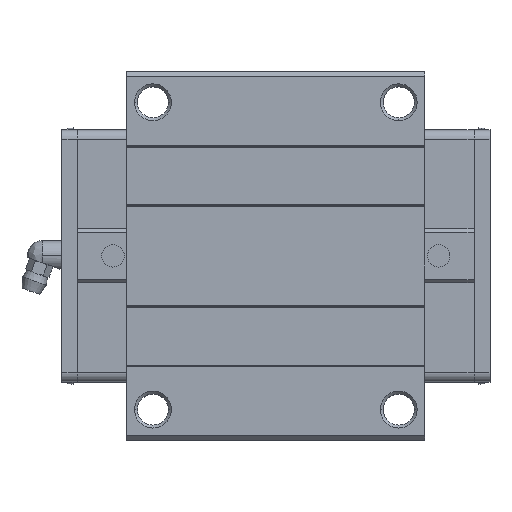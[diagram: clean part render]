
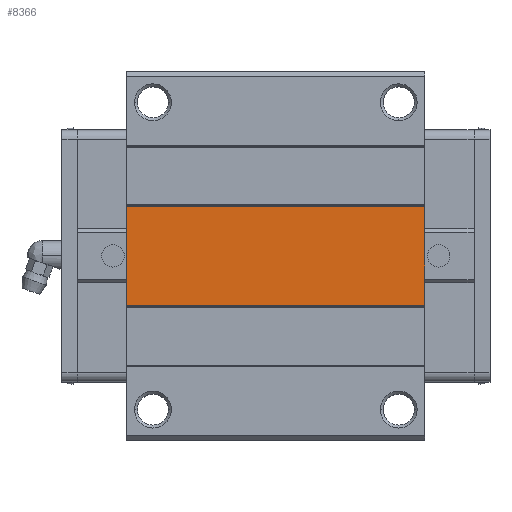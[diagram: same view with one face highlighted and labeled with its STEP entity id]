
A CAD part, top view. The second image highlights one B-rep face of the part: STEP entity #8366.
In plain terms, the highlighted planar face has unit normal (0, 0, 1).
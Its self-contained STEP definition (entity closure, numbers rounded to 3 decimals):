
#241 = EDGE_CURVE ( 'NONE', #11918, #23073, #21256, .T. ) ;
#348 = EDGE_CURVE ( 'NONE', #23073, #23399, #9304, .T. ) ;
#1799 = CARTESIAN_POINT ( 'NONE',  ( 21.2, -16.05, 50.5 ) ) ;
#3779 = VECTOR ( 'NONE', #16630, 1000. ) ;
#4728 = VERTEX_POINT ( 'NONE', #14794 ) ;
#5859 = ORIENTED_EDGE ( 'NONE', *, *, #20512, .T. ) ;
#6720 = CARTESIAN_POINT ( 'NONE',  ( 21.2, 16.05, 50.5 ) ) ;
#7208 = LINE ( 'NONE', #15226, #20574 ) ;
#7450 = AXIS2_PLACEMENT_3D ( 'NONE', #1799, #26822, #16467 ) ;
#7592 = ORIENTED_EDGE ( 'NONE', *, *, #241, .T. ) ;
#8366 = ADVANCED_FACE ( 'NONE', ( #12133 ), #18378, .T. ) ;
#9304 = LINE ( 'NONE', #11195, #23742 ) ;
#11116 = EDGE_LOOP ( 'NONE', ( #12683, #12090, #5859, #7592 ) ) ;
#11195 = CARTESIAN_POINT ( 'NONE',  ( 21.2, -16.05, 50.5 ) ) ;
#11918 = VERTEX_POINT ( 'NONE', #26697 ) ;
#12090 = ORIENTED_EDGE ( 'NONE', *, *, #12450, .T. ) ;
#12133 = FACE_OUTER_BOUND ( 'NONE', #11116, .T. ) ;
#12450 = EDGE_CURVE ( 'NONE', #23399, #4728, #7208, .T. ) ;
#12683 = ORIENTED_EDGE ( 'NONE', *, *, #348, .T. ) ;
#13083 = CARTESIAN_POINT ( 'NONE',  ( 118.2, -0.098, 50.5 ) ) ;
#14794 = CARTESIAN_POINT ( 'NONE',  ( 118.2, -16.05, 50.5 ) ) ;
#15226 = CARTESIAN_POINT ( 'NONE',  ( 21.2, -16.05, 50.5 ) ) ;
#15262 = DIRECTION ( 'NONE',  ( 0., 1., 0. ) ) ;
#16467 = DIRECTION ( 'NONE',  ( 1., 0., 0. ) ) ;
#16630 = DIRECTION ( 'NONE',  ( -1., 0., 0. ) ) ;
#17269 = DIRECTION ( 'NONE',  ( 1., 0., 0. ) ) ;
#17297 = LINE ( 'NONE', #13083, #23920 ) ;
#17843 = DIRECTION ( 'NONE',  ( 0., -1., 0. ) ) ;
#18378 = PLANE ( 'NONE',  #7450 ) ;
#20512 = EDGE_CURVE ( 'NONE', #4728, #11918, #17297, .T. ) ;
#20574 = VECTOR ( 'NONE', #17269, 1000. ) ;
#21256 = LINE ( 'NONE', #6720, #3779 ) ;
#21665 = CARTESIAN_POINT ( 'NONE',  ( 21.2, 16.05, 50.5 ) ) ;
#23073 = VERTEX_POINT ( 'NONE', #21665 ) ;
#23399 = VERTEX_POINT ( 'NONE', #25189 ) ;
#23742 = VECTOR ( 'NONE', #17843, 1000. ) ;
#23920 = VECTOR ( 'NONE', #15262, 1000. ) ;
#25189 = CARTESIAN_POINT ( 'NONE',  ( 21.2, -16.05, 50.5 ) ) ;
#26697 = CARTESIAN_POINT ( 'NONE',  ( 118.2, 16.05, 50.5 ) ) ;
#26822 = DIRECTION ( 'NONE',  ( 0., 0., 1. ) ) ;
